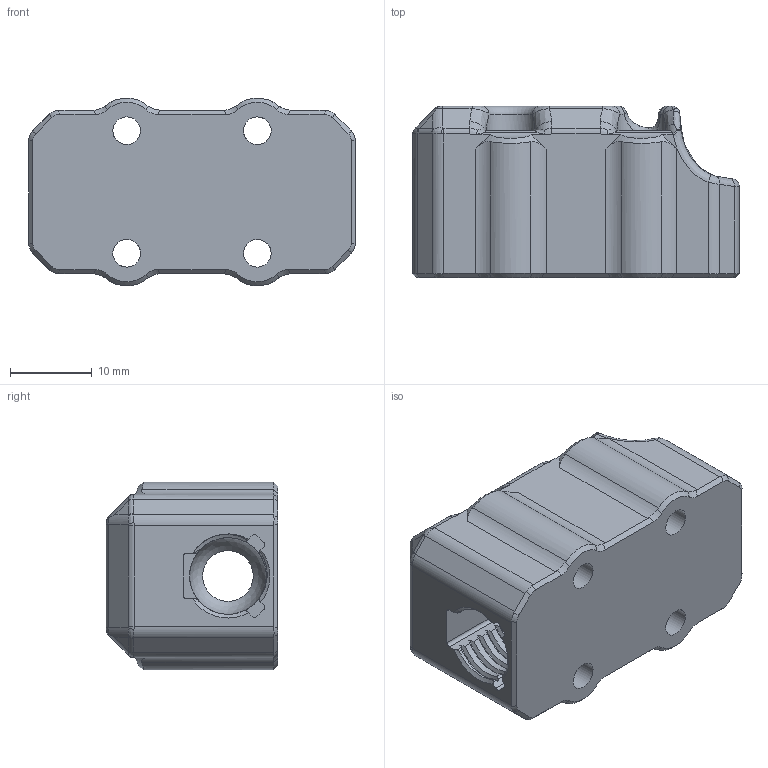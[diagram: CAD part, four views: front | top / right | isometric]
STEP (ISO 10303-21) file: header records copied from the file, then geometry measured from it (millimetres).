
FILE_DESCRIPTION(/* description */ ('Unknown'),/* implementation_level */ '2;1');
FILE_NAME(/* name */ 'z_bearing_block_x4_Rev3',/* time_stamp */ '2023-04-30T17:15:56+02:00',/* author */ ('Unknown'),/* organization */ ('Unknown'),/* preprocessor_version */ 'ST-DEVELOPER v18.102',/* originating_system */ 'Solid Edge',/* authorisation */ 'Unknown');
FILE_SCHEMA (('AUTOMOTIVE_DESIGN {1 0 10303 214 3 1 1}'));
Length unit declared in the file: millimetre
Products named in the file (1): z_bearing_block_x4_Rev3
Bounding box: 40 x 21 x 23 mm (x, y, z)
Volume: 11090.3 mm3; surface area: 5839.6 mm2
Topology: 1 solids, 1 shells, 444 faces, 1276 edges, 816 vertices
Faces by surface type: cylinder 210, bspline 158, plane 53, sphere 9, cone 8, torus 6
Full cylindrical faces by diameter (mm): 3.4 x4, 9.4 x1
Entity records: 35250 total; most frequent: CARTESIAN_POINT 25436, ORIENTED_EDGE 2500, DIRECTION 1472, EDGE_CURVE 1250, VERTEX_POINT 810, AXIS2_PLACEMENT_3D 548, B_SPLINE_CURVE_WITH_KNOTS 540, EDGE_LOOP 456
